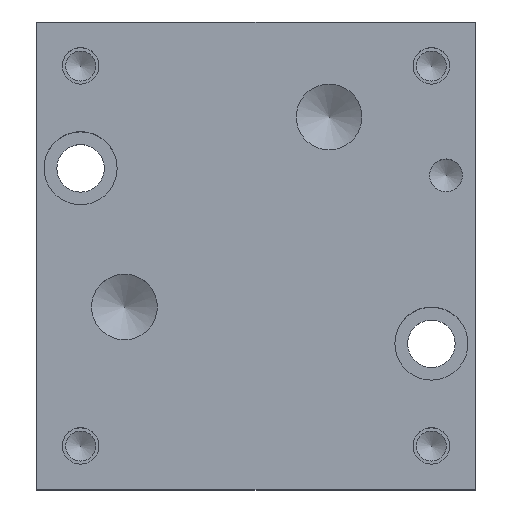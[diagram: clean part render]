
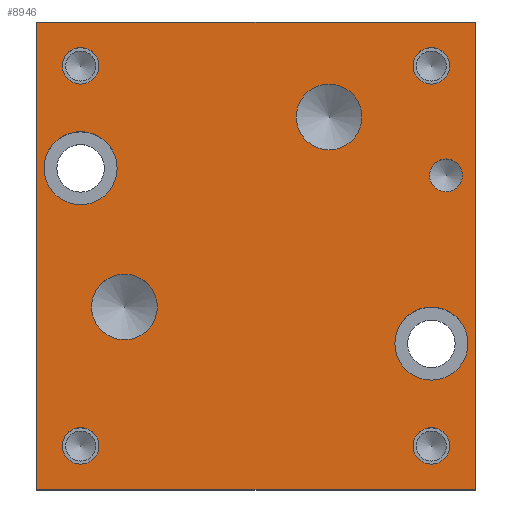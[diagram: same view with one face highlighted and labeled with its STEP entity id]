
A CAD part, top view. The second image highlights one B-rep face of the part: STEP entity #8946.
In plain terms, the highlighted planar face has unit normal (0, 0, 1).
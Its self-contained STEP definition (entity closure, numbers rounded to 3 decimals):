
#58=CIRCLE('',#9217,7.938);
#59=CIRCLE('',#9218,7.938);
#63=CIRCLE('',#9224,7.938);
#64=CIRCLE('',#9225,7.938);
#106=CIRCLE('',#9294,7.137);
#107=CIRCLE('',#9295,7.137);
#110=CIRCLE('',#9300,7.137);
#111=CIRCLE('',#9301,7.137);
#114=CIRCLE('',#9306,3.569);
#115=CIRCLE('',#9307,3.569);
#121=CIRCLE('',#9316,3.962);
#122=CIRCLE('',#9317,3.962);
#128=CIRCLE('',#9327,3.962);
#129=CIRCLE('',#9328,3.962);
#135=CIRCLE('',#9338,3.962);
#136=CIRCLE('',#9339,3.962);
#142=CIRCLE('',#9349,3.962);
#143=CIRCLE('',#9350,3.962);
#189=FACE_BOUND('',#1416,.T.);
#190=FACE_BOUND('',#1417,.T.);
#191=FACE_BOUND('',#1418,.T.);
#192=FACE_BOUND('',#1419,.T.);
#193=FACE_BOUND('',#1420,.T.);
#194=FACE_BOUND('',#1421,.T.);
#195=FACE_BOUND('',#1422,.T.);
#196=FACE_BOUND('',#1423,.T.);
#197=FACE_BOUND('',#1424,.T.);
#464=PLANE('',#9356);
#917=FACE_OUTER_BOUND('',#1415,.T.);
#1415=EDGE_LOOP('',(#7931,#7932,#7933,#7934));
#1416=EDGE_LOOP('',(#7935,#7936));
#1417=EDGE_LOOP('',(#7937,#7938));
#1418=EDGE_LOOP('',(#7939,#7940));
#1419=EDGE_LOOP('',(#7941,#7942));
#1420=EDGE_LOOP('',(#7943,#7944));
#1421=EDGE_LOOP('',(#7945,#7946));
#1422=EDGE_LOOP('',(#7947,#7948));
#1423=EDGE_LOOP('',(#7949,#7950));
#1424=EDGE_LOOP('',(#7951,#7952));
#1721=LINE('',#13591,#2571);
#2232=LINE('',#15143,#3082);
#2274=LINE('',#15428,#3124);
#2277=LINE('',#15432,#3127);
#2571=VECTOR('',#9791,10.);
#3082=VECTOR('',#10664,10.);
#3124=VECTOR('',#10990,10.);
#3127=VECTOR('',#10995,10.);
#3774=VERTEX_POINT('',#13588);
#3775=VERTEX_POINT('',#13590);
#4155=VERTEX_POINT('',#15141);
#4160=VERTEX_POINT('',#15153);
#4161=VERTEX_POINT('',#15154);
#4165=VERTEX_POINT('',#15166);
#4166=VERTEX_POINT('',#15167);
#4211=VERTEX_POINT('',#15304);
#4212=VERTEX_POINT('',#15305);
#4216=VERTEX_POINT('',#15317);
#4217=VERTEX_POINT('',#15318);
#4221=VERTEX_POINT('',#15330);
#4222=VERTEX_POINT('',#15331);
#4229=VERTEX_POINT('',#15350);
#4230=VERTEX_POINT('',#15351);
#4237=VERTEX_POINT('',#15372);
#4238=VERTEX_POINT('',#15373);
#4245=VERTEX_POINT('',#15394);
#4246=VERTEX_POINT('',#15395);
#4253=VERTEX_POINT('',#15416);
#4254=VERTEX_POINT('',#15417);
#4256=VERTEX_POINT('',#15427);
#4784=EDGE_CURVE('',#3775,#3774,#1721,.T.);
#5355=EDGE_CURVE('',#3774,#4155,#2232,.T.);
#5360=EDGE_CURVE('',#4160,#4161,#58,.T.);
#5361=EDGE_CURVE('',#4161,#4160,#59,.T.);
#5366=EDGE_CURVE('',#4165,#4166,#63,.T.);
#5367=EDGE_CURVE('',#4166,#4165,#64,.T.);
#5431=EDGE_CURVE('',#4211,#4212,#106,.T.);
#5432=EDGE_CURVE('',#4212,#4211,#107,.T.);
#5437=EDGE_CURVE('',#4216,#4217,#110,.T.);
#5438=EDGE_CURVE('',#4217,#4216,#111,.T.);
#5443=EDGE_CURVE('',#4221,#4222,#114,.T.);
#5444=EDGE_CURVE('',#4222,#4221,#115,.T.);
#5452=EDGE_CURVE('',#4229,#4230,#121,.T.);
#5453=EDGE_CURVE('',#4230,#4229,#122,.T.);
#5462=EDGE_CURVE('',#4237,#4238,#128,.T.);
#5463=EDGE_CURVE('',#4238,#4237,#129,.T.);
#5472=EDGE_CURVE('',#4245,#4246,#135,.T.);
#5473=EDGE_CURVE('',#4246,#4245,#136,.T.);
#5482=EDGE_CURVE('',#4253,#4254,#142,.T.);
#5483=EDGE_CURVE('',#4254,#4253,#143,.T.);
#5487=EDGE_CURVE('',#4256,#3775,#2274,.T.);
#5490=EDGE_CURVE('',#4155,#4256,#2277,.T.);
#7931=ORIENTED_EDGE('',*,*,#5355,.T.);
#7932=ORIENTED_EDGE('',*,*,#5490,.T.);
#7933=ORIENTED_EDGE('',*,*,#5487,.T.);
#7934=ORIENTED_EDGE('',*,*,#4784,.T.);
#7935=ORIENTED_EDGE('',*,*,#5360,.T.);
#7936=ORIENTED_EDGE('',*,*,#5361,.T.);
#7937=ORIENTED_EDGE('',*,*,#5366,.T.);
#7938=ORIENTED_EDGE('',*,*,#5367,.T.);
#7939=ORIENTED_EDGE('',*,*,#5431,.T.);
#7940=ORIENTED_EDGE('',*,*,#5432,.T.);
#7941=ORIENTED_EDGE('',*,*,#5437,.T.);
#7942=ORIENTED_EDGE('',*,*,#5438,.T.);
#7943=ORIENTED_EDGE('',*,*,#5443,.T.);
#7944=ORIENTED_EDGE('',*,*,#5444,.T.);
#7945=ORIENTED_EDGE('',*,*,#5452,.T.);
#7946=ORIENTED_EDGE('',*,*,#5453,.T.);
#7947=ORIENTED_EDGE('',*,*,#5462,.T.);
#7948=ORIENTED_EDGE('',*,*,#5463,.T.);
#7949=ORIENTED_EDGE('',*,*,#5472,.T.);
#7950=ORIENTED_EDGE('',*,*,#5473,.T.);
#7951=ORIENTED_EDGE('',*,*,#5482,.T.);
#7952=ORIENTED_EDGE('',*,*,#5483,.T.);
#8946=ADVANCED_FACE('',(#917,#189,#190,#191,#192,#193,#194,#195,#196,#197),
#464,.T.);
#9217=AXIS2_PLACEMENT_3D('',#15155,#10675,#10676);
#9218=AXIS2_PLACEMENT_3D('',#15156,#10677,#10678);
#9224=AXIS2_PLACEMENT_3D('',#15168,#10690,#10691);
#9225=AXIS2_PLACEMENT_3D('',#15169,#10692,#10693);
#9294=AXIS2_PLACEMENT_3D('',#15306,#10852,#10853);
#9295=AXIS2_PLACEMENT_3D('',#15307,#10854,#10855);
#9300=AXIS2_PLACEMENT_3D('',#15319,#10866,#10867);
#9301=AXIS2_PLACEMENT_3D('',#15320,#10868,#10869);
#9306=AXIS2_PLACEMENT_3D('',#15332,#10880,#10881);
#9307=AXIS2_PLACEMENT_3D('',#15333,#10882,#10883);
#9316=AXIS2_PLACEMENT_3D('',#15352,#10902,#10903);
#9317=AXIS2_PLACEMENT_3D('',#15353,#10904,#10905);
#9327=AXIS2_PLACEMENT_3D('',#15374,#10927,#10928);
#9328=AXIS2_PLACEMENT_3D('',#15375,#10929,#10930);
#9338=AXIS2_PLACEMENT_3D('',#15396,#10952,#10953);
#9339=AXIS2_PLACEMENT_3D('',#15397,#10954,#10955);
#9349=AXIS2_PLACEMENT_3D('',#15418,#10977,#10978);
#9350=AXIS2_PLACEMENT_3D('',#15419,#10979,#10980);
#9356=AXIS2_PLACEMENT_3D('',#15434,#10998,#10999);
#9791=DIRECTION('',(0.,-1.,0.));
#10664=DIRECTION('',(1.,0.,0.));
#10675=DIRECTION('center_axis',(0.,0.,-1.));
#10676=DIRECTION('ref_axis',(1.,0.,0.));
#10677=DIRECTION('center_axis',(0.,0.,-1.));
#10678=DIRECTION('ref_axis',(1.,0.,0.));
#10690=DIRECTION('center_axis',(0.,0.,-1.));
#10691=DIRECTION('ref_axis',(1.,0.,0.));
#10692=DIRECTION('center_axis',(0.,0.,-1.));
#10693=DIRECTION('ref_axis',(1.,0.,0.));
#10852=DIRECTION('center_axis',(0.,0.,-1.));
#10853=DIRECTION('ref_axis',(1.,0.,0.));
#10854=DIRECTION('center_axis',(0.,0.,-1.));
#10855=DIRECTION('ref_axis',(1.,0.,0.));
#10866=DIRECTION('center_axis',(0.,0.,-1.));
#10867=DIRECTION('ref_axis',(1.,0.,0.));
#10868=DIRECTION('center_axis',(0.,0.,-1.));
#10869=DIRECTION('ref_axis',(1.,0.,0.));
#10880=DIRECTION('center_axis',(0.,0.,-1.));
#10881=DIRECTION('ref_axis',(1.,0.,0.));
#10882=DIRECTION('center_axis',(0.,0.,-1.));
#10883=DIRECTION('ref_axis',(1.,0.,0.));
#10902=DIRECTION('center_axis',(0.,0.,-1.));
#10903=DIRECTION('ref_axis',(1.,0.,0.));
#10904=DIRECTION('center_axis',(0.,0.,-1.));
#10905=DIRECTION('ref_axis',(1.,0.,0.));
#10927=DIRECTION('center_axis',(0.,0.,-1.));
#10928=DIRECTION('ref_axis',(1.,0.,0.));
#10929=DIRECTION('center_axis',(0.,0.,-1.));
#10930=DIRECTION('ref_axis',(1.,0.,0.));
#10952=DIRECTION('center_axis',(0.,0.,-1.));
#10953=DIRECTION('ref_axis',(1.,0.,0.));
#10954=DIRECTION('center_axis',(0.,0.,-1.));
#10955=DIRECTION('ref_axis',(1.,0.,0.));
#10977=DIRECTION('center_axis',(0.,0.,-1.));
#10978=DIRECTION('ref_axis',(1.,0.,0.));
#10979=DIRECTION('center_axis',(0.,0.,-1.));
#10980=DIRECTION('ref_axis',(1.,0.,0.));
#10990=DIRECTION('',(-1.,0.,0.));
#10995=DIRECTION('',(0.,1.,0.));
#10998=DIRECTION('center_axis',(0.,0.,1.));
#10999=DIRECTION('ref_axis',(1.,0.,0.));
#13588=CARTESIAN_POINT('',(0.,0.,31.75));
#13590=CARTESIAN_POINT('',(0.,101.6,31.75));
#13591=CARTESIAN_POINT('',(0.,101.6,31.75));
#15141=CARTESIAN_POINT('',(95.25,0.,31.75));
#15143=CARTESIAN_POINT('',(0.,0.,31.75));
#15153=CARTESIAN_POINT('',(93.663,31.75,31.75));
#15154=CARTESIAN_POINT('',(77.788,31.75,31.75));
#15155=CARTESIAN_POINT('Origin',(85.725,31.75,31.75));
#15156=CARTESIAN_POINT('Origin',(85.725,31.75,31.75));
#15166=CARTESIAN_POINT('',(17.463,69.85,31.75));
#15167=CARTESIAN_POINT('',(1.588,69.85,31.75));
#15168=CARTESIAN_POINT('Origin',(9.525,69.85,31.75));
#15169=CARTESIAN_POINT('Origin',(9.525,69.85,31.75));
#15304=CARTESIAN_POINT('',(70.637,80.975,31.75));
#15305=CARTESIAN_POINT('',(56.363,80.975,31.75));
#15306=CARTESIAN_POINT('Origin',(63.5,80.975,31.75));
#15307=CARTESIAN_POINT('Origin',(63.5,80.975,31.75));
#15317=CARTESIAN_POINT('',(26.187,39.7,31.75));
#15318=CARTESIAN_POINT('',(11.913,39.7,31.75));
#15319=CARTESIAN_POINT('Origin',(19.05,39.7,31.75));
#15320=CARTESIAN_POINT('Origin',(19.05,39.7,31.75));
#15330=CARTESIAN_POINT('',(92.469,68.275,31.75));
#15331=CARTESIAN_POINT('',(85.331,68.275,31.75));
#15332=CARTESIAN_POINT('Origin',(88.9,68.275,31.75));
#15333=CARTESIAN_POINT('Origin',(88.9,68.275,31.75));
#15350=CARTESIAN_POINT('',(89.687,9.525,31.75));
#15351=CARTESIAN_POINT('',(81.763,9.525,31.75));
#15352=CARTESIAN_POINT('Origin',(85.725,9.525,31.75));
#15353=CARTESIAN_POINT('Origin',(85.725,9.525,31.75));
#15372=CARTESIAN_POINT('',(13.487,92.075,31.75));
#15373=CARTESIAN_POINT('',(5.563,92.075,31.75));
#15374=CARTESIAN_POINT('Origin',(9.525,92.075,31.75));
#15375=CARTESIAN_POINT('Origin',(9.525,92.075,31.75));
#15394=CARTESIAN_POINT('',(89.687,92.075,31.75));
#15395=CARTESIAN_POINT('',(81.763,92.075,31.75));
#15396=CARTESIAN_POINT('Origin',(85.725,92.075,31.75));
#15397=CARTESIAN_POINT('Origin',(85.725,92.075,31.75));
#15416=CARTESIAN_POINT('',(13.487,9.525,31.75));
#15417=CARTESIAN_POINT('',(5.563,9.525,31.75));
#15418=CARTESIAN_POINT('Origin',(9.525,9.525,31.75));
#15419=CARTESIAN_POINT('Origin',(9.525,9.525,31.75));
#15427=CARTESIAN_POINT('',(95.25,101.6,31.75));
#15428=CARTESIAN_POINT('',(95.25,101.6,31.75));
#15432=CARTESIAN_POINT('',(95.25,0.,31.75));
#15434=CARTESIAN_POINT('Origin',(47.625,50.8,31.75));
